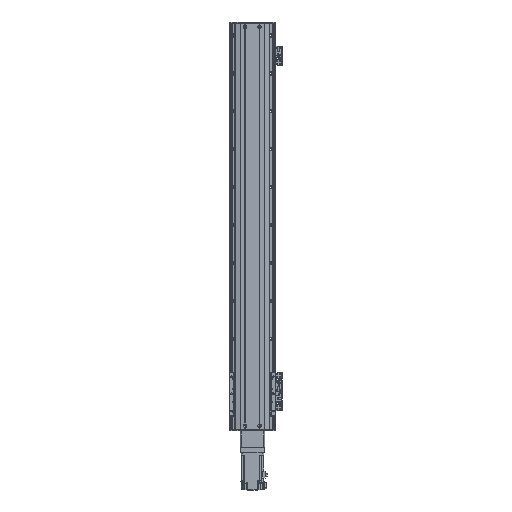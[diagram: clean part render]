
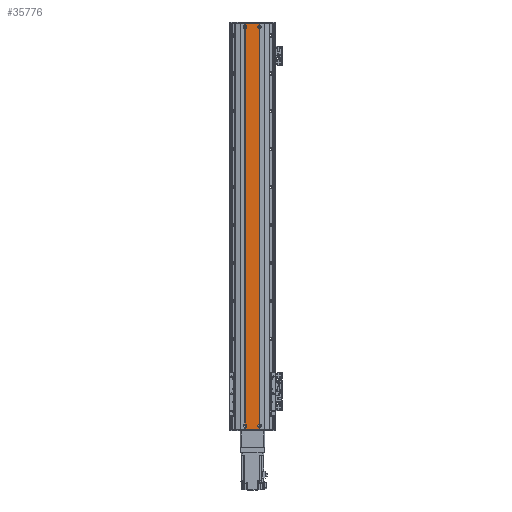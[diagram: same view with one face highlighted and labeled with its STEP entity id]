
A CAD part, top view. The second image highlights one B-rep face of the part: STEP entity #35776.
In plain terms, the highlighted face is planar.
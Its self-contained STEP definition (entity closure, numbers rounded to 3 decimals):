
#4037=CIRCLE('',#39361,4.55);
#4039=CIRCLE('',#39363,4.55);
#4042=CIRCLE('',#39368,4.55);
#4044=CIRCLE('',#39370,4.55);
#4050=CIRCLE('',#39378,4.55);
#4055=CIRCLE('',#39385,4.55);
#5899=FACE_OUTER_BOUND('',#8103,.T.);
#8103=EDGE_LOOP('',(#30160,#30161,#30162,#30163,#30164,#30165,#30166,#30167,
#30168,#30169,#30170,#30171,#30172,#30173));
#10655=LINE('',#62315,#13492);
#10658=LINE('',#62320,#13495);
#10661=LINE('',#62326,#13498);
#10663=LINE('',#62329,#13500);
#10696=LINE('',#62424,#13533);
#10767=LINE('',#62590,#13604);
#10768=LINE('',#62592,#13605);
#10769=LINE('',#62593,#13606);
#13492=VECTOR('',#47499,10.);
#13495=VECTOR('',#47504,10.);
#13498=VECTOR('',#47509,10.);
#13500=VECTOR('',#47513,10.);
#13533=VECTOR('',#47580,10.);
#13604=VECTOR('',#47761,10.);
#13605=VECTOR('',#47764,10.);
#13606=VECTOR('',#47765,10.);
#16849=VERTEX_POINT('',#62180);
#16850=VERTEX_POINT('',#62184);
#16852=VERTEX_POINT('',#62189);
#16858=VERTEX_POINT('',#62210);
#16859=VERTEX_POINT('',#62214);
#16861=VERTEX_POINT('',#62219);
#16866=VERTEX_POINT('',#62236);
#16872=VERTEX_POINT('',#62255);
#16875=VERTEX_POINT('',#62266);
#16881=VERTEX_POINT('',#62285);
#16889=VERTEX_POINT('',#62314);
#16890=VERTEX_POINT('',#62318);
#16892=VERTEX_POINT('',#62324);
#16937=VERTEX_POINT('',#62422);
#21394=EDGE_CURVE('',#16850,#16849,#4037,.T.);
#21397=EDGE_CURVE('',#16852,#16850,#4039,.T.);
#21405=EDGE_CURVE('',#16859,#16858,#4042,.T.);
#21408=EDGE_CURVE('',#16861,#16859,#4044,.T.);
#21422=EDGE_CURVE('',#16866,#16872,#4050,.T.);
#21433=EDGE_CURVE('',#16875,#16881,#4055,.T.);
#21446=EDGE_CURVE('',#16852,#16889,#10655,.T.);
#21449=EDGE_CURVE('',#16890,#16858,#10658,.T.);
#21452=EDGE_CURVE('',#16881,#16892,#10661,.T.);
#21454=EDGE_CURVE('',#16872,#16875,#10663,.T.);
#21501=EDGE_CURVE('',#16937,#16890,#10696,.T.);
#21585=EDGE_CURVE('',#16937,#16866,#10767,.T.);
#21586=EDGE_CURVE('',#16861,#16849,#10768,.T.);
#21587=EDGE_CURVE('',#16889,#16892,#10769,.T.);
#30160=ORIENTED_EDGE('',*,*,#21397,.T.);
#30161=ORIENTED_EDGE('',*,*,#21394,.T.);
#30162=ORIENTED_EDGE('',*,*,#21586,.F.);
#30163=ORIENTED_EDGE('',*,*,#21408,.T.);
#30164=ORIENTED_EDGE('',*,*,#21405,.T.);
#30165=ORIENTED_EDGE('',*,*,#21449,.F.);
#30166=ORIENTED_EDGE('',*,*,#21501,.F.);
#30167=ORIENTED_EDGE('',*,*,#21585,.T.);
#30168=ORIENTED_EDGE('',*,*,#21422,.T.);
#30169=ORIENTED_EDGE('',*,*,#21454,.T.);
#30170=ORIENTED_EDGE('',*,*,#21433,.T.);
#30171=ORIENTED_EDGE('',*,*,#21452,.T.);
#30172=ORIENTED_EDGE('',*,*,#21587,.F.);
#30173=ORIENTED_EDGE('',*,*,#21446,.F.);
#34206=PLANE('',#39467);
#35776=ADVANCED_FACE('',(#5899),#34206,.T.);
#39361=AXIS2_PLACEMENT_3D('',#62185,#47419,#47420);
#39363=AXIS2_PLACEMENT_3D('',#62190,#47424,#47425);
#39368=AXIS2_PLACEMENT_3D('',#62215,#47435,#47436);
#39370=AXIS2_PLACEMENT_3D('',#62220,#47440,#47441);
#39378=AXIS2_PLACEMENT_3D('',#62259,#47458,#47459);
#39385=AXIS2_PLACEMENT_3D('',#62289,#47474,#47475);
#39467=AXIS2_PLACEMENT_3D('',#62591,#47762,#47763);
#47419=DIRECTION('center_axis',(0.,-1.,0.));
#47420=DIRECTION('ref_axis',(1.,0.,0.));
#47424=DIRECTION('center_axis',(0.,-1.,0.));
#47425=DIRECTION('ref_axis',(1.,0.,0.));
#47435=DIRECTION('center_axis',(0.,-1.,0.));
#47436=DIRECTION('ref_axis',(1.,0.,0.));
#47440=DIRECTION('center_axis',(0.,-1.,0.));
#47441=DIRECTION('ref_axis',(1.,0.,0.));
#47458=DIRECTION('center_axis',(0.,-1.,0.));
#47459=DIRECTION('ref_axis',(1.,0.,0.));
#47474=DIRECTION('center_axis',(0.,-1.,0.));
#47475=DIRECTION('ref_axis',(1.,0.,0.));
#47499=DIRECTION('',(0.,0.,1.));
#47504=DIRECTION('',(0.,0.,1.));
#47509=DIRECTION('',(0.,0.,1.));
#47513=DIRECTION('',(0.,0.,1.));
#47580=DIRECTION('',(1.,0.,0.));
#47761=DIRECTION('',(0.,0.,1.));
#47762=DIRECTION('center_axis',(0.,1.,0.));
#47763=DIRECTION('ref_axis',(-1.,0.,0.));
#47764=DIRECTION('',(0.,0.,1.));
#47765=DIRECTION('',(-1.,0.,0.));
#62180=CARTESIAN_POINT('',(18.5,2.5,520.978));
#62184=CARTESIAN_POINT('',(14.45,2.5,525.5));
#62185=CARTESIAN_POINT('Origin',(19.,2.5,525.5));
#62189=CARTESIAN_POINT('',(18.5,2.5,530.022));
#62190=CARTESIAN_POINT('Origin',(19.,2.5,525.5));
#62210=CARTESIAN_POINT('',(18.5,2.5,-530.022));
#62214=CARTESIAN_POINT('',(14.45,2.5,-525.5));
#62215=CARTESIAN_POINT('Origin',(19.,2.5,-525.5));
#62219=CARTESIAN_POINT('',(18.5,2.5,-520.978));
#62220=CARTESIAN_POINT('Origin',(19.,2.5,-525.5));
#62236=CARTESIAN_POINT('',(-18.5,2.5,-530.022));
#62255=CARTESIAN_POINT('',(-18.5,2.5,-520.978));
#62259=CARTESIAN_POINT('Origin',(-19.,2.5,-525.5));
#62266=CARTESIAN_POINT('',(-18.5,2.5,520.978));
#62285=CARTESIAN_POINT('',(-18.5,2.5,530.022));
#62289=CARTESIAN_POINT('Origin',(-19.,2.5,525.5));
#62314=CARTESIAN_POINT('',(18.5,2.5,535.5));
#62315=CARTESIAN_POINT('',(18.5,2.5,0.));
#62318=CARTESIAN_POINT('',(18.5,2.5,-535.5));
#62320=CARTESIAN_POINT('',(18.5,2.5,0.));
#62324=CARTESIAN_POINT('',(-18.5,2.5,535.5));
#62326=CARTESIAN_POINT('',(-18.5,2.5,0.));
#62329=CARTESIAN_POINT('',(-18.5,2.5,0.));
#62422=CARTESIAN_POINT('',(-18.5,2.5,-535.5));
#62424=CARTESIAN_POINT('',(18.5,2.5,-535.5));
#62590=CARTESIAN_POINT('',(-18.5,2.5,0.));
#62591=CARTESIAN_POINT('Origin',(18.5,2.5,0.));
#62592=CARTESIAN_POINT('',(18.5,2.5,0.));
#62593=CARTESIAN_POINT('',(18.5,2.5,535.5));
